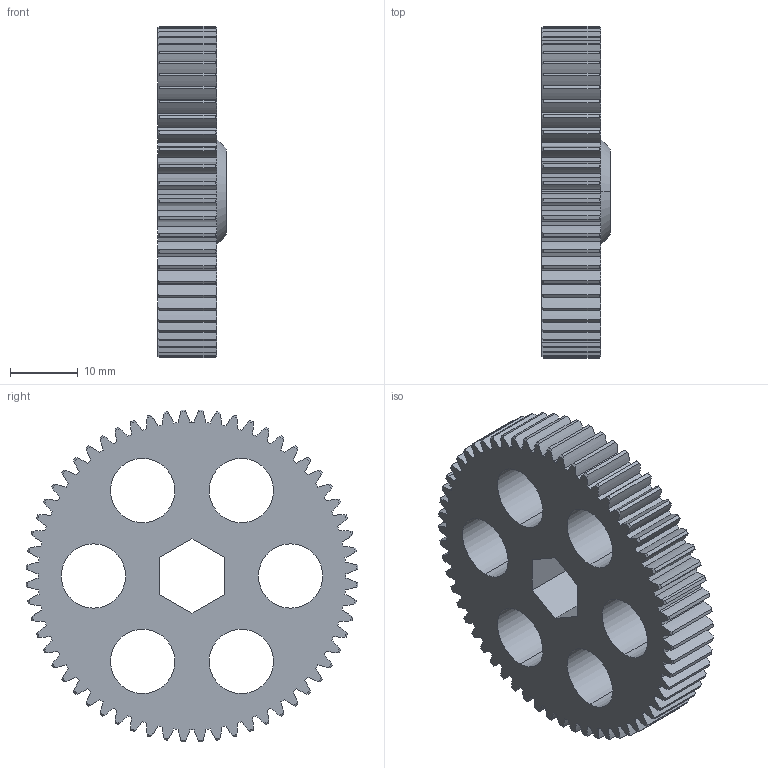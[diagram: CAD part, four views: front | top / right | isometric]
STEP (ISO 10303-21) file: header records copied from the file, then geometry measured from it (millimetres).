
FILE_DESCRIPTION (( 'STEP AP214' ), '1' );
FILE_NAME ('am-0927 60 Tooth 32dp Gear.STEP', '2014-08-21T19:52:39', ( '' ), ( '' ), 'SwSTEP 2.0', 'SolidWorks 2014', '' );
FILE_SCHEMA (( 'AUTOMOTIVE_DESIGN' ));
Length unit declared in the file: inch
Products named in the file (1): am-0927 60 Tooth 32dp Gear
Bounding box: 10.16 x 49.17 x 49.17 mm (x, y, z)
Volume: 11113.8 mm3; surface area: 7065.8 mm2
Topology: 1 solids, 1 shells, 388 faces, 1155 edges, 770 vertices
Faces by surface type: cylinder 257, cone 122, plane 9
Entity records: 13685 total; most frequent: CARTESIAN_POINT 3034, DIRECTION 2331, ORIENTED_EDGE 2310, EDGE_CURVE 1155, AXIS2_PLACEMENT_3D 1027, VERTEX_POINT 770, CIRCLE 638, EDGE_LOOP 403
